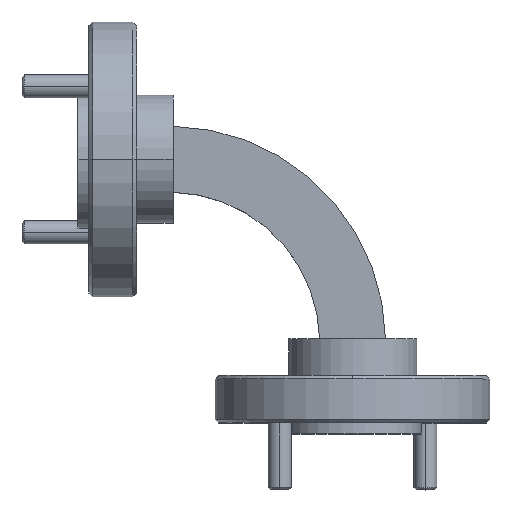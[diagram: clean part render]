
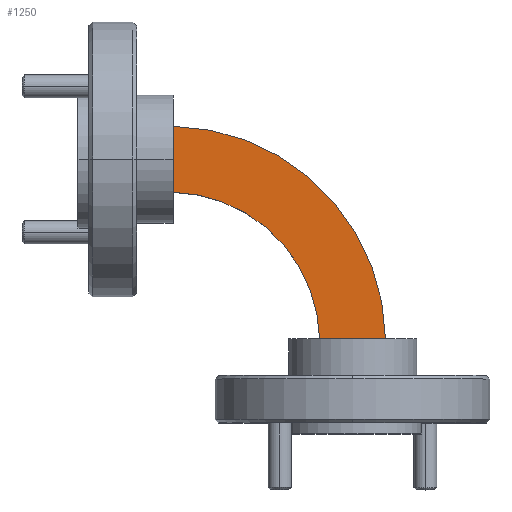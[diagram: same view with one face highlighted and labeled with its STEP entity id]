
A CAD part, top view. The second image highlights one B-rep face of the part: STEP entity #1250.
In plain terms, the highlighted planar face has unit normal (0, 0, 1).
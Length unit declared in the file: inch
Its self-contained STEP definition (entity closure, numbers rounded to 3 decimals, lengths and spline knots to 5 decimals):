
#151 = CARTESIAN_POINT ( 'NONE',  ( 0.40091, 0.99955, -0.79679 ) ) ;
#223 = AXIS2_PLACEMENT_3D ( 'NONE', #4366, #3043, #3714 ) ;
#513 = ORIENTED_EDGE ( 'NONE', *, *, #892, .T. ) ;
#564 = VERTEX_POINT ( 'NONE', #151 ) ;
#652 = EDGE_CURVE ( 'NONE', #3011, #4103, #807, .T. ) ;
#682 = DIRECTION ( 'NONE',  ( 1., 0., 0. ) ) ;
#807 = CIRCLE ( 'NONE', #1978, 0.41 ) ;
#892 = EDGE_CURVE ( 'NONE', #4052, #564, #2305, .T. ) ;
#1023 = EDGE_CURVE ( 'NONE', #3011, #564, #2463, .T. ) ;
#1250 = ADVANCED_FACE ( 'NONE', ( #2726 ), #1698, .T. ) ;
#1590 = DIRECTION ( 'NONE',  ( -1., 0., 0. ) ) ;
#1598 = EDGE_LOOP ( 'NONE', ( #3078, #2274, #4199, #513 ) ) ;
#1662 = CARTESIAN_POINT ( 'NONE',  ( 0.39091, 0.40964, -0.79679 ) ) ;
#1698 = PLANE ( 'NONE',  #223 ) ;
#1839 = LINE ( 'NONE', #3757, #3778 ) ;
#1892 = CARTESIAN_POINT ( 'NONE',  ( 0.40091, 0.81952, -0.79679 ) ) ;
#1978 = AXIS2_PLACEMENT_3D ( 'NONE', #3262, #3593, #3925 ) ;
#2274 = ORIENTED_EDGE ( 'NONE', *, *, #652, .T. ) ;
#2305 = CIRCLE ( 'NONE', #2745, 0.59 ) ;
#2463 = LINE ( 'NONE', #3552, #2511 ) ;
#2511 = VECTOR ( 'NONE', #3917, 39.37008 ) ;
#2726 = FACE_OUTER_BOUND ( 'NONE', #1598, .T. ) ;
#2745 = AXIS2_PLACEMENT_3D ( 'NONE', #1662, #4004, #1590 ) ;
#2746 = EDGE_CURVE ( 'NONE', #4103, #4052, #1839, .T. ) ;
#3011 = VERTEX_POINT ( 'NONE', #1892 ) ;
#3043 = DIRECTION ( 'NONE',  ( 0., 0., 1. ) ) ;
#3078 = ORIENTED_EDGE ( 'NONE', *, *, #1023, .F. ) ;
#3262 = CARTESIAN_POINT ( 'NONE',  ( 0.39091, 0.40964, -0.79679 ) ) ;
#3552 = CARTESIAN_POINT ( 'NONE',  ( 0.40091, 0.90964, -0.79679 ) ) ;
#3593 = DIRECTION ( 'NONE',  ( 0., 0., -1. ) ) ;
#3714 = DIRECTION ( 'NONE',  ( 1., 0., 0. ) ) ;
#3757 = CARTESIAN_POINT ( 'NONE',  ( 0.39091, 0.41964, -0.79679 ) ) ;
#3778 = VECTOR ( 'NONE', #682, 39.37008 ) ;
#3917 = DIRECTION ( 'NONE',  ( 0., 1., 0. ) ) ;
#3925 = DIRECTION ( 'NONE',  ( -1., 0., 0. ) ) ;
#4004 = DIRECTION ( 'NONE',  ( 0., 0., 1. ) ) ;
#4052 = VERTEX_POINT ( 'NONE', #4096 ) ;
#4096 = CARTESIAN_POINT ( 'NONE',  ( 0.98082, 0.41964, -0.79679 ) ) ;
#4103 = VERTEX_POINT ( 'NONE', #4137 ) ;
#4137 = CARTESIAN_POINT ( 'NONE',  ( 0.80079, 0.41964, -0.79679 ) ) ;
#4199 = ORIENTED_EDGE ( 'NONE', *, *, #2746, .T. ) ;
#4366 = CARTESIAN_POINT ( 'NONE',  ( 0.39091, 0.81964, -0.79679 ) ) ;
